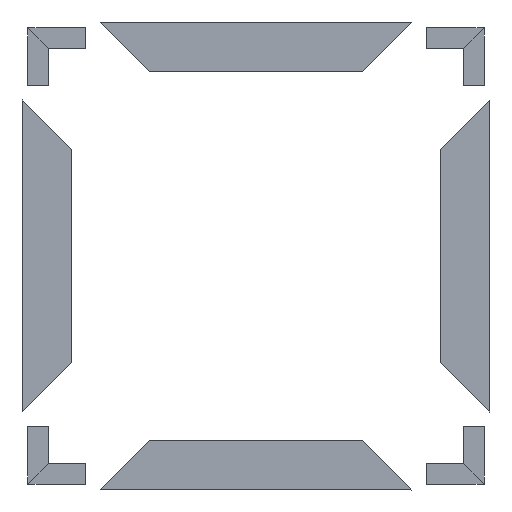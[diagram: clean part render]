
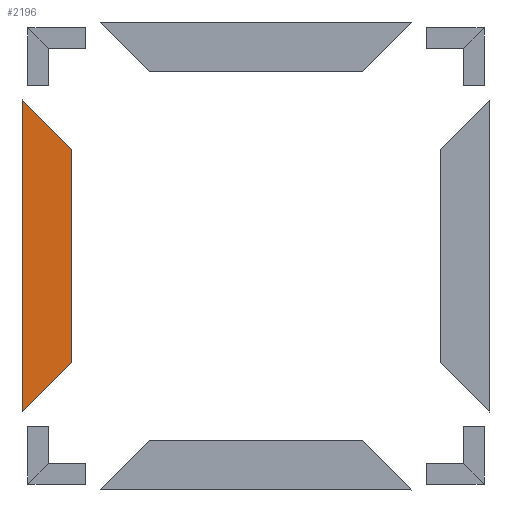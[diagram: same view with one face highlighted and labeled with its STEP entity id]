
A CAD part, front view. The second image highlights one B-rep face of the part: STEP entity #2196.
In plain terms, the highlighted planar face has unit normal (0, -1, 0).
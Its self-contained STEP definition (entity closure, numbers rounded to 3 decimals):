
#674 = PLANE('',#675);
#675 = AXIS2_PLACEMENT_3D('',#676,#677,#678);
#676 = CARTESIAN_POINT('',(1575.,0.,1575.));
#677 = DIRECTION('',(-0.707,0.,0.707));
#678 = DIRECTION('',(-0.707,0.,-0.707));
#730 = PLANE('',#731);
#731 = AXIS2_PLACEMENT_3D('',#732,#733,#734);
#732 = CARTESIAN_POINT('',(1575.,0.,8425.));
#733 = DIRECTION('',(-0.707,0.,-0.707));
#734 = DIRECTION('',(0.707,0.,-0.707));
#771 = EDGE_CURVE('',#772,#774,#776,.T.);
#772 = VERTEX_POINT('',#773);
#773 = CARTESIAN_POINT('',(1575.,0.,1575.));
#774 = VERTEX_POINT('',#775);
#775 = CARTESIAN_POINT('',(0.,0.,0.));
#776 = SURFACE_CURVE('',#777,(#781,#788),.PCURVE_S1.);
#777 = LINE('',#778,#779);
#778 = CARTESIAN_POINT('',(1575.,0.,1575.));
#779 = VECTOR('',#780,1.);
#780 = DIRECTION('',(-0.707,-0.,-0.707));
#781 = PCURVE('',#674,#782);
#782 = DEFINITIONAL_REPRESENTATION('',(#783),#787);
#783 = LINE('',#784,#785);
#784 = CARTESIAN_POINT('',(0.,0.));
#785 = VECTOR('',#786,1.);
#786 = DIRECTION('',(1.,0.));
#787 = ( GEOMETRIC_REPRESENTATION_CONTEXT(2) 
PARAMETRIC_REPRESENTATION_CONTEXT() REPRESENTATION_CONTEXT('2D SPACE',''
  ) );
#788 = PCURVE('',#789,#794);
#789 = PLANE('',#790);
#790 = AXIS2_PLACEMENT_3D('',#791,#792,#793);
#791 = CARTESIAN_POINT('',(0.,0.,0.));
#792 = DIRECTION('',(0.,1.,0.));
#793 = DIRECTION('',(1.,0.,0.));
#794 = DEFINITIONAL_REPRESENTATION('',(#795),#799);
#795 = LINE('',#796,#797);
#796 = CARTESIAN_POINT('',(1575.,-1575.));
#797 = VECTOR('',#798,1.);
#798 = DIRECTION('',(-0.707,0.707));
#799 = ( GEOMETRIC_REPRESENTATION_CONTEXT(2) 
PARAMETRIC_REPRESENTATION_CONTEXT() REPRESENTATION_CONTEXT('2D SPACE',''
  ) );
#817 = PLANE('',#818);
#818 = AXIS2_PLACEMENT_3D('',#819,#820,#821);
#819 = CARTESIAN_POINT('',(1291.545,157.945,0.));
#820 = DIRECTION('',(0.487,0.874,0.));
#821 = DIRECTION('',(0.874,-0.487,0.));
#1392 = PLANE('',#1393);
#1393 = AXIS2_PLACEMENT_3D('',#1394,#1395,#1396);
#1394 = CARTESIAN_POINT('',(0.,0.,0.));
#1395 = DIRECTION('',(-1.,0.,0.));
#1396 = DIRECTION('',(0.,1.,0.));
#1570 = EDGE_CURVE('',#1571,#1573,#1575,.T.);
#1571 = VERTEX_POINT('',#1572);
#1572 = CARTESIAN_POINT('',(1575.,0.,8425.));
#1573 = VERTEX_POINT('',#1574);
#1574 = CARTESIAN_POINT('',(0.,0.,10000.));
#1575 = SURFACE_CURVE('',#1576,(#1580,#1587),.PCURVE_S1.);
#1576 = LINE('',#1577,#1578);
#1577 = CARTESIAN_POINT('',(1575.,0.,8425.));
#1578 = VECTOR('',#1579,1.);
#1579 = DIRECTION('',(-0.707,0.,0.707));
#1580 = PCURVE('',#730,#1581);
#1581 = DEFINITIONAL_REPRESENTATION('',(#1582),#1586);
#1582 = LINE('',#1583,#1584);
#1583 = CARTESIAN_POINT('',(-0.,0.));
#1584 = VECTOR('',#1585,1.);
#1585 = DIRECTION('',(-1.,0.));
#1586 = ( GEOMETRIC_REPRESENTATION_CONTEXT(2) 
PARAMETRIC_REPRESENTATION_CONTEXT() REPRESENTATION_CONTEXT('2D SPACE',''
  ) );
#1587 = PCURVE('',#789,#1588);
#1588 = DEFINITIONAL_REPRESENTATION('',(#1589),#1593);
#1589 = LINE('',#1590,#1591);
#1590 = CARTESIAN_POINT('',(1575.,-8425.));
#1591 = VECTOR('',#1592,1.);
#1592 = DIRECTION('',(-0.707,-0.707));
#1593 = ( GEOMETRIC_REPRESENTATION_CONTEXT(2) 
PARAMETRIC_REPRESENTATION_CONTEXT() REPRESENTATION_CONTEXT('2D SPACE',''
  ) );
#2196 = ADVANCED_FACE('',(#2197),#789,.F.);
#2197 = FACE_BOUND('',#2198,.F.);
#2198 = EDGE_LOOP('',(#2199,#2220,#2221,#2242));
#2199 = ORIENTED_EDGE('',*,*,#2200,.F.);
#2200 = EDGE_CURVE('',#772,#1571,#2201,.T.);
#2201 = SURFACE_CURVE('',#2202,(#2206,#2213),.PCURVE_S1.);
#2202 = LINE('',#2203,#2204);
#2203 = CARTESIAN_POINT('',(1575.,0.,0.));
#2204 = VECTOR('',#2205,1.);
#2205 = DIRECTION('',(0.,0.,1.));
#2206 = PCURVE('',#789,#2207);
#2207 = DEFINITIONAL_REPRESENTATION('',(#2208),#2212);
#2208 = LINE('',#2209,#2210);
#2209 = CARTESIAN_POINT('',(1575.,0.));
#2210 = VECTOR('',#2211,1.);
#2211 = DIRECTION('',(0.,-1.));
#2212 = ( GEOMETRIC_REPRESENTATION_CONTEXT(2) 
PARAMETRIC_REPRESENTATION_CONTEXT() REPRESENTATION_CONTEXT('2D SPACE',''
  ) );
#2213 = PCURVE('',#817,#2214);
#2214 = DEFINITIONAL_REPRESENTATION('',(#2215),#2219);
#2215 = LINE('',#2216,#2217);
#2216 = CARTESIAN_POINT('',(324.489,0.));
#2217 = VECTOR('',#2218,1.);
#2218 = DIRECTION('',(0.,-1.));
#2219 = ( GEOMETRIC_REPRESENTATION_CONTEXT(2) 
PARAMETRIC_REPRESENTATION_CONTEXT() REPRESENTATION_CONTEXT('2D SPACE',''
  ) );
#2220 = ORIENTED_EDGE('',*,*,#771,.T.);
#2221 = ORIENTED_EDGE('',*,*,#2222,.T.);
#2222 = EDGE_CURVE('',#774,#1573,#2223,.T.);
#2223 = SURFACE_CURVE('',#2224,(#2228,#2235),.PCURVE_S1.);
#2224 = LINE('',#2225,#2226);
#2225 = CARTESIAN_POINT('',(0.,0.,0.));
#2226 = VECTOR('',#2227,1.);
#2227 = DIRECTION('',(0.,0.,1.));
#2228 = PCURVE('',#789,#2229);
#2229 = DEFINITIONAL_REPRESENTATION('',(#2230),#2234);
#2230 = LINE('',#2231,#2232);
#2231 = CARTESIAN_POINT('',(0.,0.));
#2232 = VECTOR('',#2233,1.);
#2233 = DIRECTION('',(0.,-1.));
#2234 = ( GEOMETRIC_REPRESENTATION_CONTEXT(2) 
PARAMETRIC_REPRESENTATION_CONTEXT() REPRESENTATION_CONTEXT('2D SPACE',''
  ) );
#2235 = PCURVE('',#1392,#2236);
#2236 = DEFINITIONAL_REPRESENTATION('',(#2237),#2241);
#2237 = LINE('',#2238,#2239);
#2238 = CARTESIAN_POINT('',(0.,0.));
#2239 = VECTOR('',#2240,1.);
#2240 = DIRECTION('',(0.,-1.));
#2241 = ( GEOMETRIC_REPRESENTATION_CONTEXT(2) 
PARAMETRIC_REPRESENTATION_CONTEXT() REPRESENTATION_CONTEXT('2D SPACE',''
  ) );
#2242 = ORIENTED_EDGE('',*,*,#1570,.F.);
